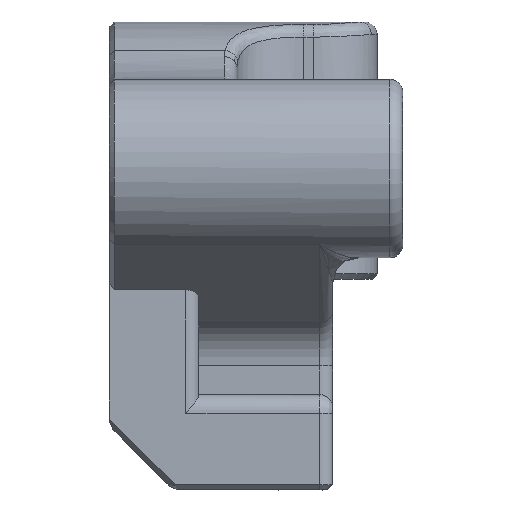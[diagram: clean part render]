
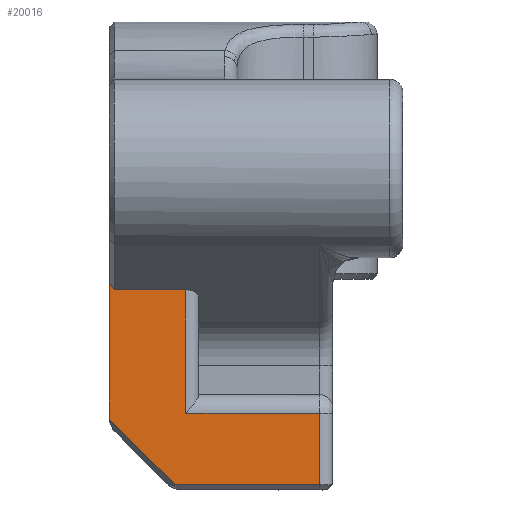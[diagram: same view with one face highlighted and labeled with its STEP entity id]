
A CAD part, left-side view. The second image highlights one B-rep face of the part: STEP entity #20016.
In plain terms, the highlighted planar face has unit normal (-1, 0, 0).
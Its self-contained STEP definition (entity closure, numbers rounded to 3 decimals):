
#3126=FACE_OUTER_BOUND('',#4359,.T.);
#4359=EDGE_LOOP('',(#15806,#15807,#15808,#15809,#15810,#15811,#15812,#15813));
#5416=LINE('',#31433,#6790);
#5428=LINE('',#31461,#6802);
#5771=LINE('',#37528,#7145);
#5772=LINE('',#37530,#7146);
#5773=LINE('',#37532,#7147);
#5774=LINE('',#37534,#7148);
#5775=LINE('',#37536,#7149);
#5776=LINE('',#37537,#7150);
#6790=VECTOR('',#22675,10.);
#6802=VECTOR('',#22699,10.);
#7145=VECTOR('',#23370,9.334);
#7146=VECTOR('',#23371,5.6);
#7147=VECTOR('',#23372,10.5);
#7148=VECTOR('',#23373,9.696);
#7149=VECTOR('',#23374,5.);
#7150=VECTOR('',#23375,10.);
#8355=VERTEX_POINT('',#31430);
#8356=VERTEX_POINT('',#31432);
#8366=VERTEX_POINT('',#31460);
#9109=VERTEX_POINT('',#37527);
#9110=VERTEX_POINT('',#37529);
#9111=VERTEX_POINT('',#37531);
#9112=VERTEX_POINT('',#37533);
#9113=VERTEX_POINT('',#37535);
#10527=EDGE_CURVE('',#8355,#8356,#5416,.T.);
#10542=EDGE_CURVE('',#8366,#8356,#5428,.T.);
#11526=EDGE_CURVE('',#9109,#8355,#5771,.T.);
#11527=EDGE_CURVE('',#9110,#9109,#5772,.T.);
#11528=EDGE_CURVE('',#9111,#9110,#5773,.T.);
#11529=EDGE_CURVE('',#9112,#9111,#5774,.T.);
#11530=EDGE_CURVE('',#9113,#9112,#5775,.T.);
#11531=EDGE_CURVE('',#8366,#9113,#5776,.T.);
#15806=ORIENTED_EDGE('',*,*,#10527,.F.);
#15807=ORIENTED_EDGE('',*,*,#11526,.F.);
#15808=ORIENTED_EDGE('',*,*,#11527,.F.);
#15809=ORIENTED_EDGE('',*,*,#11528,.F.);
#15810=ORIENTED_EDGE('',*,*,#11529,.F.);
#15811=ORIENTED_EDGE('',*,*,#11530,.F.);
#15812=ORIENTED_EDGE('',*,*,#11531,.F.);
#15813=ORIENTED_EDGE('',*,*,#10542,.T.);
#19347=PLANE('',#21221);
#20016=ADVANCED_FACE('',(#3126),#19347,.T.);
#21221=AXIS2_PLACEMENT_3D('',#37526,#23368,#23369);
#22675=DIRECTION('',(0.,0.707,0.707));
#22699=DIRECTION('',(0.,0.,-1.));
#23368=DIRECTION('center_axis',(-1.,0.,0.));
#23369=DIRECTION('ref_axis',(0.,0.,1.));
#23370=DIRECTION('',(0.,1.,0.));
#23371=DIRECTION('',(0.,0.,-1.));
#23372=DIRECTION('',(0.,-1.,0.));
#23373=DIRECTION('',(0.,0.,-1.));
#23374=DIRECTION('',(0.,-1.,0.));
#23375=DIRECTION('',(0.,-0.647,-0.763));
#31430=CARTESIAN_POINT('',(233.575,35.334,37.4));
#31432=CARTESIAN_POINT('',(233.575,40.5,42.566));
#31433=CARTESIAN_POINT('',(233.575,33.342,35.408));
#31460=CARTESIAN_POINT('',(233.575,40.5,53.168));
#31461=CARTESIAN_POINT('',(233.575,40.5,49.6));
#37526=CARTESIAN_POINT('Origin',(233.575,23.,37.));
#37527=CARTESIAN_POINT('',(233.575,24.,37.4));
#37528=CARTESIAN_POINT('',(233.575,24.,37.4));
#37529=CARTESIAN_POINT('',(233.575,24.,43.));
#37530=CARTESIAN_POINT('',(233.575,24.,43.));
#37531=CARTESIAN_POINT('',(233.575,34.5,43.));
#37532=CARTESIAN_POINT('',(233.575,34.5,43.));
#37533=CARTESIAN_POINT('',(233.575,34.5,52.696));
#37534=CARTESIAN_POINT('',(233.575,34.5,52.696));
#37535=CARTESIAN_POINT('',(233.575,40.1,52.696));
#37536=CARTESIAN_POINT('',(233.575,39.5,52.696));
#37537=CARTESIAN_POINT('',(233.575,29.388,40.065));
